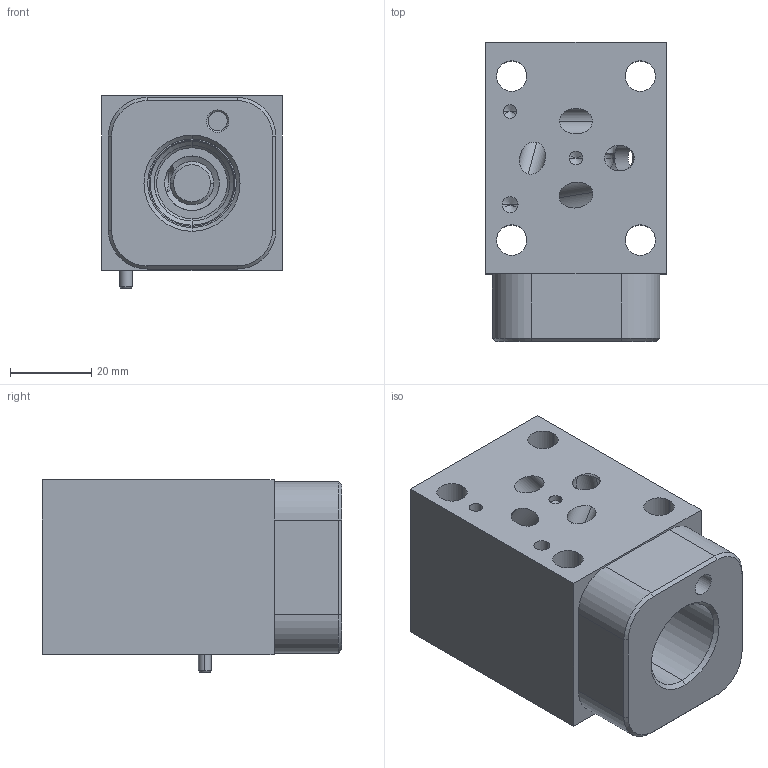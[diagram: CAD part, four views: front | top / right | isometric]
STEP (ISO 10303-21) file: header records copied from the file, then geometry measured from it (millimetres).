
FILE_DESCRIPTION((''),'2;1');
FILE_NAME('EBV_ASM','2019-07-09T',('ProEService'),(''),'PRO/ENGINEER BY PARAMETRIC TECHNOLOGY CORPORATION, 2014200','PRO/ENGINEER BY PARAMETRIC TECHNOLOGY CORPORATION, 2014200','');
FILE_SCHEMA(('CONFIG_CONTROL_DESIGN'));
Length unit declared in the file: inch
Products named in the file (7): 151-882-001; 811-001-006; 340-003; 850-004-218; 500-001-012; 700-002; EBV_ASM
Assembly tree (6 placements, depth 2):
  EBV_ASM
    151-882-001
    811-001-006
    340-003
    850-004-218
    500-001-012
    700-002
Bounding box: 44.45 x 73.81 x 47.5 mm (x, y, z)
Volume: 104441 mm3; surface area: 29465.5 mm2
Topology: 4 solids, 4 shells, 175 faces, 679 edges, 633 vertices
Faces by surface type: cylinder 70, plane 47, cone 47, sphere 11
Entity records: 8280 total; most frequent: CARTESIAN_POINT 2684, DIRECTION 1175, ORIENTED_EDGE 850, VECTOR 431, LINE 431, EDGE_CURVE 425, AXIS2_PLACEMENT_3D 372, VERTEX_POINT 268
